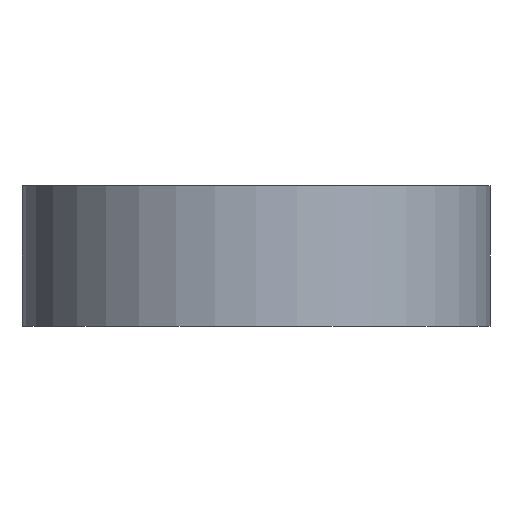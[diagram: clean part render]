
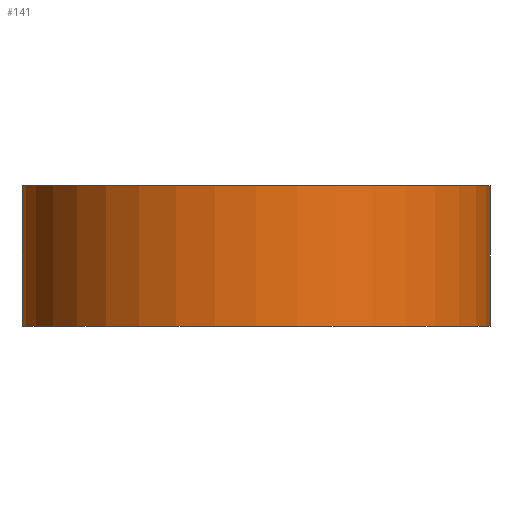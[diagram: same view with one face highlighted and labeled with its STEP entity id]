
A CAD part, front view. The second image highlights one B-rep face of the part: STEP entity #141.
In plain terms, the highlighted cylindrical face has radius 5 mm (diameter 10 mm), a partial arc.
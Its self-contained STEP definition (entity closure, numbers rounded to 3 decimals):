
#3 = CARTESIAN_POINT ( 'NONE',  ( 59.722, -20., 3. ) ) ;
#7 = VERTEX_POINT ( 'NONE', #173 ) ;
#15 = EDGE_CURVE ( 'NONE', #354, #7, #146, .T. ) ;
#33 = DIRECTION ( 'NONE',  ( -1., 0., 0. ) ) ;
#36 = DIRECTION ( 'NONE',  ( 0., 0., 1. ) ) ;
#39 = VECTOR ( 'NONE', #189, 1000. ) ;
#47 = VERTEX_POINT ( 'NONE', #233 ) ;
#62 = FACE_OUTER_BOUND ( 'NONE', #299, .T. ) ;
#77 = LINE ( 'NONE', #156, #97 ) ;
#83 = CARTESIAN_POINT ( 'NONE',  ( 54.722, -20., 0. ) ) ;
#90 = LINE ( 'NONE', #3, #39 ) ;
#97 = VECTOR ( 'NONE', #105, 1000. ) ;
#105 = DIRECTION ( 'NONE',  ( 0., 0., -1. ) ) ;
#119 = DIRECTION ( 'NONE',  ( 1., 0., 0. ) ) ;
#133 = ORIENTED_EDGE ( 'NONE', *, *, #268, .F. ) ;
#134 = DIRECTION ( 'NONE',  ( 0., 0., 1. ) ) ;
#141 = ADVANCED_FACE ( 'NONE', ( #62 ), #199, .T. ) ;
#146 = CIRCLE ( 'NONE', #242, 5. ) ;
#156 = CARTESIAN_POINT ( 'NONE',  ( 49.722, -20., 3. ) ) ;
#161 = ORIENTED_EDGE ( 'NONE', *, *, #312, .F. ) ;
#173 = CARTESIAN_POINT ( 'NONE',  ( 59.722, -20., 0. ) ) ;
#185 = DIRECTION ( 'NONE',  ( 1., 0., 0. ) ) ;
#189 = DIRECTION ( 'NONE',  ( 0., 0., -1. ) ) ;
#195 = CARTESIAN_POINT ( 'NONE',  ( 54.722, -20., 3. ) ) ;
#199 = CYLINDRICAL_SURFACE ( 'NONE', #331, 5. ) ;
#215 = CARTESIAN_POINT ( 'NONE',  ( 54.722, -20., 3. ) ) ;
#220 = ORIENTED_EDGE ( 'NONE', *, *, #342, .T. ) ;
#230 = AXIS2_PLACEMENT_3D ( 'NONE', #215, #134, #185 ) ;
#233 = CARTESIAN_POINT ( 'NONE',  ( 49.722, -20., 3. ) ) ;
#242 = AXIS2_PLACEMENT_3D ( 'NONE', #83, #36, #119 ) ;
#252 = ORIENTED_EDGE ( 'NONE', *, *, #15, .T. ) ;
#259 = DIRECTION ( 'NONE',  ( 0., 0., -1. ) ) ;
#268 = EDGE_CURVE ( 'NONE', #275, #7, #90, .T. ) ;
#275 = VERTEX_POINT ( 'NONE', #324 ) ;
#299 = EDGE_LOOP ( 'NONE', ( #252, #133, #161, #220 ) ) ;
#312 = EDGE_CURVE ( 'NONE', #47, #275, #337, .T. ) ;
#324 = CARTESIAN_POINT ( 'NONE',  ( 59.722, -20., 3. ) ) ;
#326 = CARTESIAN_POINT ( 'NONE',  ( 49.722, -20., 0. ) ) ;
#331 = AXIS2_PLACEMENT_3D ( 'NONE', #195, #259, #33 ) ;
#337 = CIRCLE ( 'NONE', #230, 5. ) ;
#342 = EDGE_CURVE ( 'NONE', #47, #354, #77, .T. ) ;
#354 = VERTEX_POINT ( 'NONE', #326 ) ;
